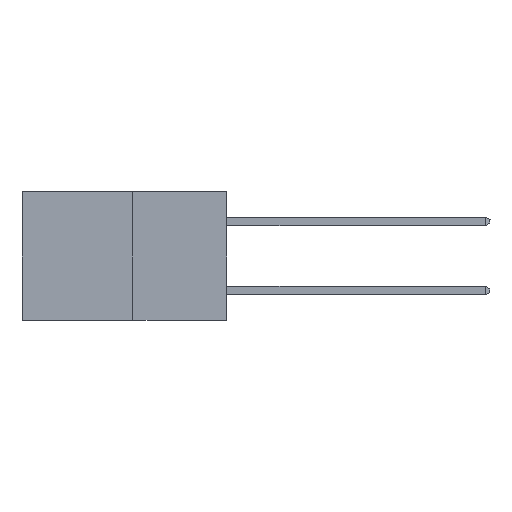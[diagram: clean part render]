
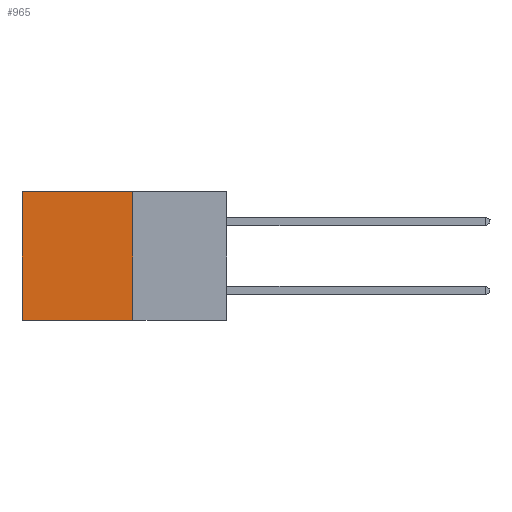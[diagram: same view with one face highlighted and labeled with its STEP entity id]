
A CAD part, left-side view. The second image highlights one B-rep face of the part: STEP entity #965.
In plain terms, the highlighted planar face has unit normal (-1, 0, 0).
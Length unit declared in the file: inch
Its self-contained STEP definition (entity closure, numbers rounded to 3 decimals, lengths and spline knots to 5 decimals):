
#149 = ORIENTED_EDGE ( 'NONE', *, *, #1104, .F. ) ;
#494 = VECTOR ( 'NONE', #19040, 39.37008 ) ;
#635 = CARTESIAN_POINT ( 'NONE',  ( 0.277, 0.27, -0.37 ) ) ;
#965 = ADVANCED_FACE ( 'NONE', ( #13756 ), #19897, .F. ) ;
#1104 = EDGE_CURVE ( 'NONE', #3326, #2000, #11664, .T. ) ;
#1708 = CARTESIAN_POINT ( 'NONE',  ( 0.277, 0.27, 0. ) ) ;
#2000 = VERTEX_POINT ( 'NONE', #15832 ) ;
#2677 = DIRECTION ( 'NONE',  ( 0., 1., 0. ) ) ;
#3326 = VERTEX_POINT ( 'NONE', #12469 ) ;
#6281 = VERTEX_POINT ( 'NONE', #14451 ) ;
#6475 = ORIENTED_EDGE ( 'NONE', *, *, #13126, .T. ) ;
#6659 = VECTOR ( 'NONE', #2677, 39.37008 ) ;
#7519 = EDGE_LOOP ( 'NONE', ( #6475, #149, #14246, #16032 ) ) ;
#7735 = CARTESIAN_POINT ( 'NONE',  ( 0.277, 0.27, -0.37 ) ) ;
#9455 = DIRECTION ( 'NONE',  ( 0., 0., -1. ) ) ;
#10662 = CARTESIAN_POINT ( 'NONE',  ( 0.277, 0.27, 0. ) ) ;
#11664 = LINE ( 'NONE', #635, #6659 ) ;
#11780 = DIRECTION ( 'NONE',  ( 0., 0., -1. ) ) ;
#11809 = CARTESIAN_POINT ( 'NONE',  ( 0.277, 0.27, -0.37 ) ) ;
#12055 = DIRECTION ( 'NONE',  ( 0., 0., -1. ) ) ;
#12437 = LINE ( 'NONE', #18398, #16314 ) ;
#12469 = CARTESIAN_POINT ( 'NONE',  ( 0.277, 0.27, -0.37 ) ) ;
#12768 = LINE ( 'NONE', #7735, #21059 ) ;
#13126 = EDGE_CURVE ( 'NONE', #6281, #2000, #12437, .T. ) ;
#13756 = FACE_OUTER_BOUND ( 'NONE', #7519, .T. ) ;
#14246 = ORIENTED_EDGE ( 'NONE', *, *, #17826, .F. ) ;
#14451 = CARTESIAN_POINT ( 'NONE',  ( 0.277, 0.59, 0. ) ) ;
#14718 = DIRECTION ( 'NONE',  ( 1., 0., 0. ) ) ;
#14878 = LINE ( 'NONE', #10662, #494 ) ;
#15685 = EDGE_CURVE ( 'NONE', #16174, #6281, #14878, .T. ) ;
#15832 = CARTESIAN_POINT ( 'NONE',  ( 0.277, 0.59, -0.37 ) ) ;
#16032 = ORIENTED_EDGE ( 'NONE', *, *, #15685, .T. ) ;
#16174 = VERTEX_POINT ( 'NONE', #1708 ) ;
#16314 = VECTOR ( 'NONE', #11780, 39.37008 ) ;
#17826 = EDGE_CURVE ( 'NONE', #16174, #3326, #12768, .T. ) ;
#18398 = CARTESIAN_POINT ( 'NONE',  ( 0.277, 0.59, -0.37 ) ) ;
#18890 = AXIS2_PLACEMENT_3D ( 'NONE', #11809, #14718, #12055 ) ;
#19040 = DIRECTION ( 'NONE',  ( 0., 1., 0. ) ) ;
#19897 = PLANE ( 'NONE',  #18890 ) ;
#21059 = VECTOR ( 'NONE', #9455, 39.37008 ) ;
